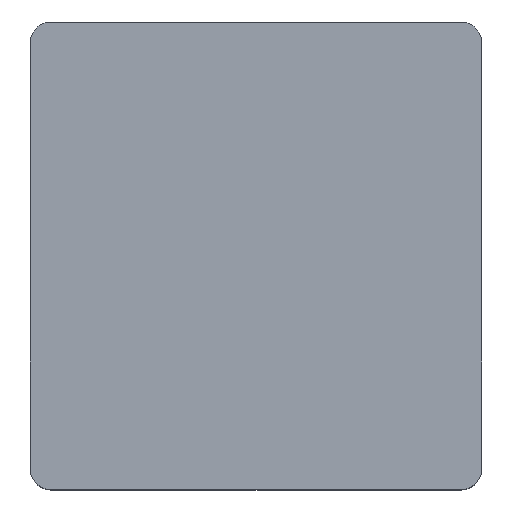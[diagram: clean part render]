
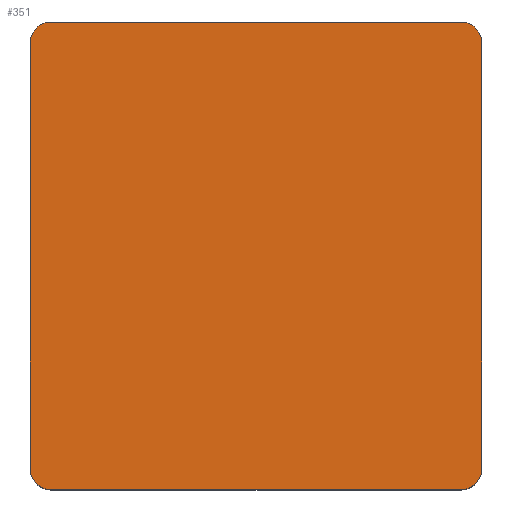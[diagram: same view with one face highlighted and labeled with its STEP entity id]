
A CAD part, top view. The second image highlights one B-rep face of the part: STEP entity #351.
In plain terms, the highlighted planar face has unit normal (0, 0, 1).
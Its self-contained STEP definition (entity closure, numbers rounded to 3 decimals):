
#20=PLANE($,#382);
#39=FACE_OUTER_BOUND($,#61,.T.);
#61=EDGE_LOOP($,(#254,#255,#256,#257,#258,#259,#260,#261));
#84=LINE($,#523,#124);
#85=LINE($,#527,#125);
#86=LINE($,#531,#126);
#87=LINE($,#534,#127);
#124=VECTOR($,#421,5.18);
#125=VECTOR($,#424,4.98);
#126=VECTOR($,#427,5.18);
#127=VECTOR($,#430,4.98);
#162=CIRCLE($,#380,0.25);
#164=CIRCLE($,#383,0.25);
#165=CIRCLE($,#384,0.25);
#166=CIRCLE($,#385,0.25);
#170=VERTEX_POINT($,#513);
#171=VERTEX_POINT($,#514);
#174=VERTEX_POINT($,#522);
#175=VERTEX_POINT($,#524);
#176=VERTEX_POINT($,#526);
#177=VERTEX_POINT($,#528);
#178=VERTEX_POINT($,#530);
#179=VERTEX_POINT($,#532);
#202=EDGE_CURVE($,#170,#171,#162,.T.);
#206=EDGE_CURVE($,#170,#174,#84,.T.);
#207=EDGE_CURVE($,#175,#174,#164,.T.);
#208=EDGE_CURVE($,#175,#176,#85,.T.);
#209=EDGE_CURVE($,#177,#176,#165,.T.);
#210=EDGE_CURVE($,#177,#178,#86,.T.);
#211=EDGE_CURVE($,#179,#178,#166,.T.);
#212=EDGE_CURVE($,#179,#171,#87,.T.);
#254=ORIENTED_EDGE($,*,*,#202,.F.);
#255=ORIENTED_EDGE($,*,*,#206,.T.);
#256=ORIENTED_EDGE($,*,*,#207,.F.);
#257=ORIENTED_EDGE($,*,*,#208,.T.);
#258=ORIENTED_EDGE($,*,*,#209,.F.);
#259=ORIENTED_EDGE($,*,*,#210,.T.);
#260=ORIENTED_EDGE($,*,*,#211,.F.);
#261=ORIENTED_EDGE($,*,*,#212,.T.);
#351=ADVANCED_FACE($,(#39),#20,.T.);
#380=AXIS2_PLACEMENT_3D($,#515,#413,#414);
#382=AXIS2_PLACEMENT_3D($,#521,#419,#420);
#383=AXIS2_PLACEMENT_3D($,#525,#422,#423);
#384=AXIS2_PLACEMENT_3D($,#529,#425,#426);
#385=AXIS2_PLACEMENT_3D($,#533,#428,#429);
#413=DIRECTION('center_axis',(0.,0.,-1.));
#414=DIRECTION('ref_axis',(-0.707,0.707,0.));
#419=DIRECTION('center_axis',(0.,0.,1.));
#420=DIRECTION('ref_axis',(0.,1.,0.));
#421=DIRECTION($,(0.,-1.,0.));
#422=DIRECTION('center_axis',(0.,0.,-1.));
#423=DIRECTION('ref_axis',(-0.707,-0.707,0.));
#424=DIRECTION($,(1.,0.,0.));
#425=DIRECTION('center_axis',(0.,0.,-1.));
#426=DIRECTION('ref_axis',(0.707,-0.707,0.));
#427=DIRECTION($,(0.,1.,0.));
#428=DIRECTION('center_axis',(0.,0.,-1.));
#429=DIRECTION('ref_axis',(0.707,0.707,0.));
#430=DIRECTION($,(-1.,0.,0.));
#513=CARTESIAN_POINT('',(-2.74,2.59,2.));
#514=CARTESIAN_POINT('',(-2.49,2.84,2.));
#515=CARTESIAN_POINT('Origin',(-2.49,2.59,2.));
#521=CARTESIAN_POINT('Origin',(0.,0.,2.));
#522=CARTESIAN_POINT('',(-2.74,-2.59,2.));
#523=CARTESIAN_POINT($,(-2.74,2.84,2.));
#524=CARTESIAN_POINT('',(-2.49,-2.84,2.));
#525=CARTESIAN_POINT('Origin',(-2.49,-2.59,2.));
#526=CARTESIAN_POINT('',(2.49,-2.84,2.));
#527=CARTESIAN_POINT($,(-2.74,-2.84,2.));
#528=CARTESIAN_POINT('',(2.74,-2.59,2.));
#529=CARTESIAN_POINT('Origin',(2.49,-2.59,2.));
#530=CARTESIAN_POINT('',(2.74,2.59,2.));
#531=CARTESIAN_POINT($,(2.74,-2.84,2.));
#532=CARTESIAN_POINT('',(2.49,2.84,2.));
#533=CARTESIAN_POINT('Origin',(2.49,2.59,2.));
#534=CARTESIAN_POINT($,(2.74,2.84,2.));
